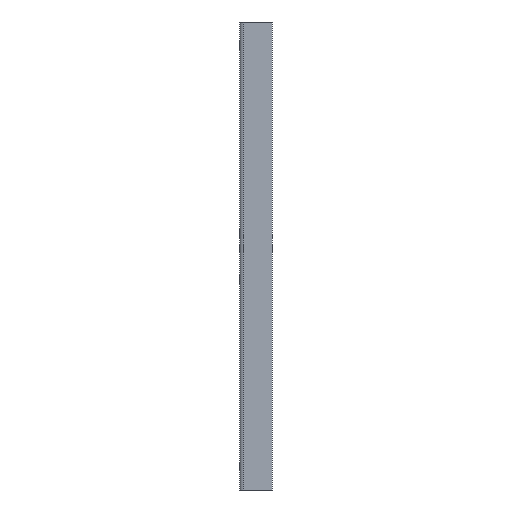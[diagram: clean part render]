
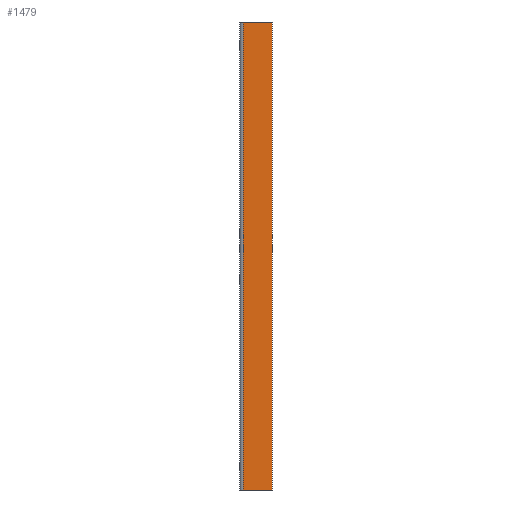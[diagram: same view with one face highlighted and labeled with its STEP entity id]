
A CAD part, front view. The second image highlights one B-rep face of the part: STEP entity #1479.
In plain terms, the highlighted planar face has unit normal (0, -1, 0).
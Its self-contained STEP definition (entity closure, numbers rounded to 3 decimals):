
#32 = VECTOR ( 'NONE', #1547, 1000. ) ;
#64 = DIRECTION ( 'NONE',  ( 0., -1., 0. ) ) ;
#73 = ORIENTED_EDGE ( 'NONE', *, *, #143, .T. ) ;
#143 = EDGE_CURVE ( 'NONE', #166, #2250, #1762, .T. ) ;
#166 = VERTEX_POINT ( 'NONE', #2140 ) ;
#167 = CARTESIAN_POINT ( 'NONE',  ( 4., -102.75, 250. ) ) ;
#179 = DIRECTION ( 'NONE',  ( -1., 0., 0. ) ) ;
#190 = PLANE ( 'NONE',  #235 ) ;
#235 = AXIS2_PLACEMENT_3D ( 'NONE', #1611, #64, #1313 ) ;
#259 = CARTESIAN_POINT ( 'NONE',  ( 4., -102.75, -250. ) ) ;
#370 = CARTESIAN_POINT ( 'NONE',  ( 35., -102.75, -250. ) ) ;
#565 = LINE ( 'NONE', #1698, #1734 ) ;
#593 = ORIENTED_EDGE ( 'NONE', *, *, #1495, .T. ) ;
#769 = EDGE_LOOP ( 'NONE', ( #1119, #1238, #593, #73 ) ) ;
#823 = EDGE_CURVE ( 'NONE', #2151, #2250, #2212, .T. ) ;
#932 = VECTOR ( 'NONE', #1338, 1000. ) ;
#934 = CARTESIAN_POINT ( 'NONE',  ( 35., -102.75, -250. ) ) ;
#1083 = VERTEX_POINT ( 'NONE', #2195 ) ;
#1119 = ORIENTED_EDGE ( 'NONE', *, *, #823, .F. ) ;
#1238 = ORIENTED_EDGE ( 'NONE', *, *, #2160, .F. ) ;
#1305 = FACE_OUTER_BOUND ( 'NONE', #769, .T. ) ;
#1313 = DIRECTION ( 'NONE',  ( 0., 0., -1. ) ) ;
#1338 = DIRECTION ( 'NONE',  ( -1., 0., 0. ) ) ;
#1424 = DIRECTION ( 'NONE',  ( 0., 0., -1. ) ) ;
#1479 = ADVANCED_FACE ( 'NONE', ( #1305 ), #190, .T. ) ;
#1495 = EDGE_CURVE ( 'NONE', #1083, #166, #565, .T. ) ;
#1547 = DIRECTION ( 'NONE',  ( 0., 0., -1. ) ) ;
#1589 = VECTOR ( 'NONE', #1424, 1000. ) ;
#1611 = CARTESIAN_POINT ( 'NONE',  ( 35., -102.75, 250. ) ) ;
#1698 = CARTESIAN_POINT ( 'NONE',  ( 35., -102.75, 250. ) ) ;
#1734 = VECTOR ( 'NONE', #179, 1000. ) ;
#1762 = LINE ( 'NONE', #167, #32 ) ;
#1844 = CARTESIAN_POINT ( 'NONE',  ( 35., -102.75, 250. ) ) ;
#1931 = LINE ( 'NONE', #1844, #1589 ) ;
#2140 = CARTESIAN_POINT ( 'NONE',  ( 4., -102.75, 250. ) ) ;
#2151 = VERTEX_POINT ( 'NONE', #370 ) ;
#2160 = EDGE_CURVE ( 'NONE', #1083, #2151, #1931, .T. ) ;
#2195 = CARTESIAN_POINT ( 'NONE',  ( 35., -102.75, 250. ) ) ;
#2212 = LINE ( 'NONE', #934, #932 ) ;
#2250 = VERTEX_POINT ( 'NONE', #259 ) ;
